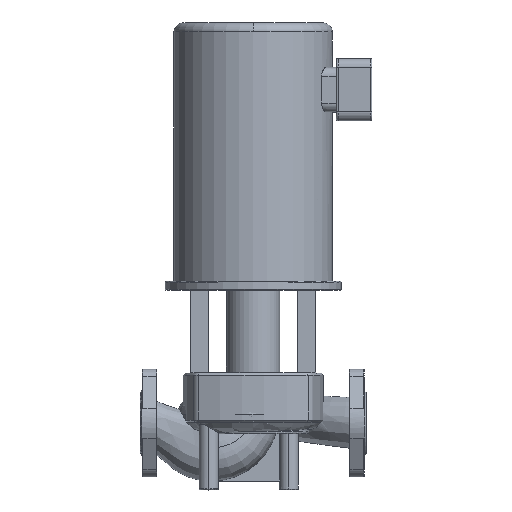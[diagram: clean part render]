
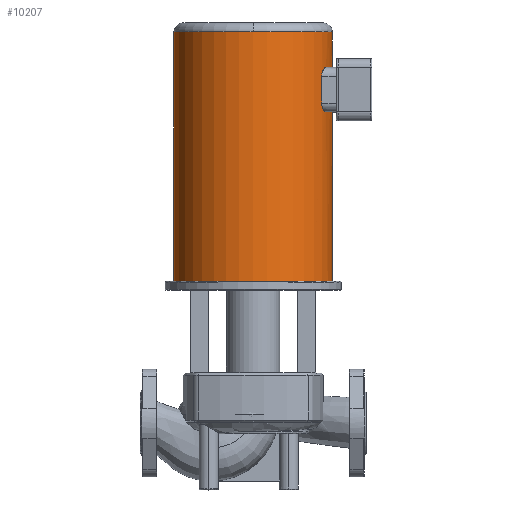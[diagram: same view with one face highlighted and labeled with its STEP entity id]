
A CAD part, top view. The second image highlights one B-rep face of the part: STEP entity #10207.
In plain terms, the highlighted cylindrical face has radius 88.9 mm (diameter 177.8 mm), a partial arc.
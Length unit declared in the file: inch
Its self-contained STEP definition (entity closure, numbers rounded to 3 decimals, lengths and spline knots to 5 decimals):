
#9059=CARTESIAN_POINT('',(8.5,6.27018,0.0));
#9060=VERTEX_POINT('',#9059);
#9061=CARTESIAN_POINT('',(8.5,13.75049,0.0));
#9062=VERTEX_POINT('',#9061);
#9063=CARTESIAN_POINT('',(8.5,6.27018,0.0));
#9064=DIRECTION('',(0.0,1.0,0.0));
#9065=VECTOR('',#9064,7.48031);
#9066=LINE('',#9063,#9065);
#9067=EDGE_CURVE('',#9060,#9062,#9066,.T.);
#9069=CARTESIAN_POINT('',(1.5,6.27018,0.));
#9070=VERTEX_POINT('',#9069);
#9078=CARTESIAN_POINT('',(1.5,17.2938,0.));
#9079=VERTEX_POINT('',#9078);
#9080=CARTESIAN_POINT('',(1.5,6.27018,0.));
#9081=DIRECTION('',(0.0,1.0,0.0));
#9082=VECTOR('',#9081,11.02362);
#9083=LINE('',#9080,#9082);
#9084=EDGE_CURVE('',#9070,#9079,#9083,.T.);
#9095=CARTESIAN_POINT('',(8.5,17.2938,0.));
#9096=VERTEX_POINT('',#9095);
#9104=CARTESIAN_POINT('',(8.5,15.719,0.0));
#9105=VERTEX_POINT('',#9104);
#9106=CARTESIAN_POINT('',(8.5,15.719,0.0));
#9107=DIRECTION('',(0.0,1.0,0.0));
#9108=VECTOR('',#9107,1.5748);
#9109=LINE('',#9106,#9108);
#9110=EDGE_CURVE('',#9105,#9096,#9109,.T.);
#9173=CARTESIAN_POINT('',(5.0,17.2938,3.5));
#9174=VERTEX_POINT('',#9173);
#9175=CARTESIAN_POINT('',(5.0,17.2938,0.0));
#9176=DIRECTION('',(0.0,1.0,0.0));
#9177=DIRECTION('',(-1.0,0.0,0.0));
#9178=AXIS2_PLACEMENT_3D('',#9175,#9176,#9177);
#9179=CIRCLE('',#9178,3.5);
#9180=EDGE_CURVE('',#9079,#9174,#9179,.T.);
#9900=CARTESIAN_POINT('',(8.22652,15.719,1.3563));
#9901=VERTEX_POINT('',#9900);
#9902=CARTESIAN_POINT('',(8.03109,15.3253,1.75));
#9903=VERTEX_POINT('',#9902);
#9904=CARTESIAN_POINT('',(8.04779,15.17637,1.72075));
#9905=CARTESIAN_POINT('',(8.03687,15.22372,1.7401));
#9906=CARTESIAN_POINT('',(8.03109,15.27584,1.75));
#9907=CARTESIAN_POINT('',(8.03109,15.3253,1.75));
#9908=CARTESIAN_POINT('',(8.03109,15.37475,1.75));
#9909=CARTESIAN_POINT('',(8.03687,15.42687,1.7401));
#9910=CARTESIAN_POINT('',(8.05872,15.52157,1.7014));
#9911=CARTESIAN_POINT('',(8.07467,15.56421,1.67265));
#9912=CARTESIAN_POINT('',(8.11069,15.63504,1.60476));
#9913=CARTESIAN_POINT('',(8.13376,15.66666,1.55965));
#9914=CARTESIAN_POINT('',(8.18104,15.70865,1.46082));
#9915=CARTESIAN_POINT('',(8.20518,15.719,1.40706));
#9916=CARTESIAN_POINT('',(8.24702,15.719,1.30755));
#9917=CARTESIAN_POINT('',(8.26777,15.70938,1.25476));
#9918=CARTESIAN_POINT('',(8.28581,15.68901,1.20559));
#9919=B_SPLINE_CURVE_WITH_KNOTS('',3,(#9904,#9905,#9906,#9907,#9908,#9909,#9910,#9911,#9912,#9913,#9914,#9915,#9916,#9917,#9918),.UNSPECIFIED.,.F.,.U.,(4,3,2,2,2,2,4),(-0.37685,0.0,0.37685,0.7537,1.17331,1.59292,1.99587),.UNSPECIFIED.);
#9920=EDGE_CURVE('',#9901,#9903,#9919,.F.);
#9944=CARTESIAN_POINT('',(8.03109,14.14419,1.75));
#9945=VERTEX_POINT('',#9944);
#9946=CARTESIAN_POINT('',(8.03109,14.14419,1.75));
#9947=DIRECTION('',(0.0,1.0,0.0));
#9948=VECTOR('',#9947,1.1811);
#9949=LINE('',#9946,#9948);
#9950=EDGE_CURVE('',#9945,#9903,#9949,.T.);
#10006=CARTESIAN_POINT('',(8.22652,13.75049,1.3563));
#10007=VERTEX_POINT('',#10006);
#10008=CARTESIAN_POINT('',(8.28581,13.78048,1.20559));
#10009=CARTESIAN_POINT('',(8.26777,13.76011,1.25476));
#10010=CARTESIAN_POINT('',(8.24702,13.75049,1.30755));
#10011=CARTESIAN_POINT('',(8.20518,13.75049,1.40706));
#10012=CARTESIAN_POINT('',(8.18104,13.76084,1.46082));
#10013=CARTESIAN_POINT('',(8.13376,13.80283,1.55965));
#10014=CARTESIAN_POINT('',(8.11069,13.83445,1.60476));
#10015=CARTESIAN_POINT('',(8.07467,13.90528,1.67265));
#10016=CARTESIAN_POINT('',(8.05872,13.94792,1.7014));
#10017=CARTESIAN_POINT('',(8.03687,14.04262,1.7401));
#10018=CARTESIAN_POINT('',(8.03109,14.09474,1.75));
#10019=CARTESIAN_POINT('',(8.03109,14.14419,1.75));
#10020=CARTESIAN_POINT('',(8.03109,14.19365,1.75));
#10021=CARTESIAN_POINT('',(8.03687,14.24577,1.7401));
#10022=CARTESIAN_POINT('',(8.04779,14.29312,1.72075));
#10023=B_SPLINE_CURVE_WITH_KNOTS('',3,(#10008,#10009,#10010,#10011,#10012,#10013,#10014,#10015,#10016,#10017,#10018,#10019,#10020,#10021,#10022),.UNSPECIFIED.,.F.,.U.,(4,2,2,2,2,3,4),(-1.99587,-1.59292,-1.17331,-0.7537,-0.37685,0.0,0.37685),.UNSPECIFIED.);
#10024=EDGE_CURVE('',#9945,#10007,#10023,.F.);
#10045=CARTESIAN_POINT('',(5.,13.75049,0.0));
#10046=DIRECTION('',(0.0,-1.0,0.0));
#10047=DIRECTION('',(1.0,0.0,0.0));
#10048=AXIS2_PLACEMENT_3D('',#10045,#10046,#10047);
#10049=CIRCLE('',#10048,3.5);
#10050=EDGE_CURVE('',#9062,#10007,#10049,.T.);
#10128=CARTESIAN_POINT('',(5.,15.719,0.0));
#10129=DIRECTION('',(0.0,1.0,0.0));
#10130=DIRECTION('',(1.0,0.0,0.0));
#10131=AXIS2_PLACEMENT_3D('',#10128,#10129,#10130);
#10132=CIRCLE('',#10131,3.5);
#10133=EDGE_CURVE('',#9901,#9105,#10132,.T.);
#10161=CARTESIAN_POINT('',(5.0,17.2938,0.0));
#10162=DIRECTION('',(0.0,1.0,0.0));
#10163=DIRECTION('',(-1.0,0.0,0.0));
#10164=AXIS2_PLACEMENT_3D('',#10161,#10162,#10163);
#10165=CIRCLE('',#10164,3.5);
#10166=EDGE_CURVE('',#9174,#9096,#10165,.T.);
#10183=CARTESIAN_POINT('',(5.,11.97884,0.0));
#10184=DIRECTION('',(0.,-1.0,0.0));
#10185=DIRECTION('',(1.0,0.0,0.0));
#10186=AXIS2_PLACEMENT_3D('',#10183,#10184,#10185);
#10187=CYLINDRICAL_SURFACE('',#10186,3.5);
#10188=ORIENTED_EDGE('',*,*,#9067,.T.);
#10189=ORIENTED_EDGE('',*,*,#10050,.T.);
#10190=ORIENTED_EDGE('',*,*,#10024,.F.);
#10191=ORIENTED_EDGE('',*,*,#9950,.T.);
#10192=ORIENTED_EDGE('',*,*,#9920,.F.);
#10193=ORIENTED_EDGE('',*,*,#10133,.T.);
#10194=ORIENTED_EDGE('',*,*,#9110,.T.);
#10195=ORIENTED_EDGE('',*,*,#10166,.F.);
#10196=ORIENTED_EDGE('',*,*,#9180,.F.);
#10197=ORIENTED_EDGE('',*,*,#9084,.F.);
#10198=CARTESIAN_POINT('',(5.,6.27018,0.0));
#10199=DIRECTION('',(0.0,-1.0,0.0));
#10200=DIRECTION('',(1.0,0.0,0.0));
#10201=AXIS2_PLACEMENT_3D('',#10198,#10199,#10200);
#10202=CIRCLE('',#10201,3.5);
#10203=EDGE_CURVE('',#9060,#9070,#10202,.T.);
#10204=ORIENTED_EDGE('',*,*,#10203,.F.);
#10205=EDGE_LOOP('',(#10188,#10189,#10190,#10191,#10192,#10193,#10194,#10195,#10196,#10197,#10204));
#10206=FACE_OUTER_BOUND('',#10205,.T.);
#10207=ADVANCED_FACE('',(#10206),#10187,.T.);
